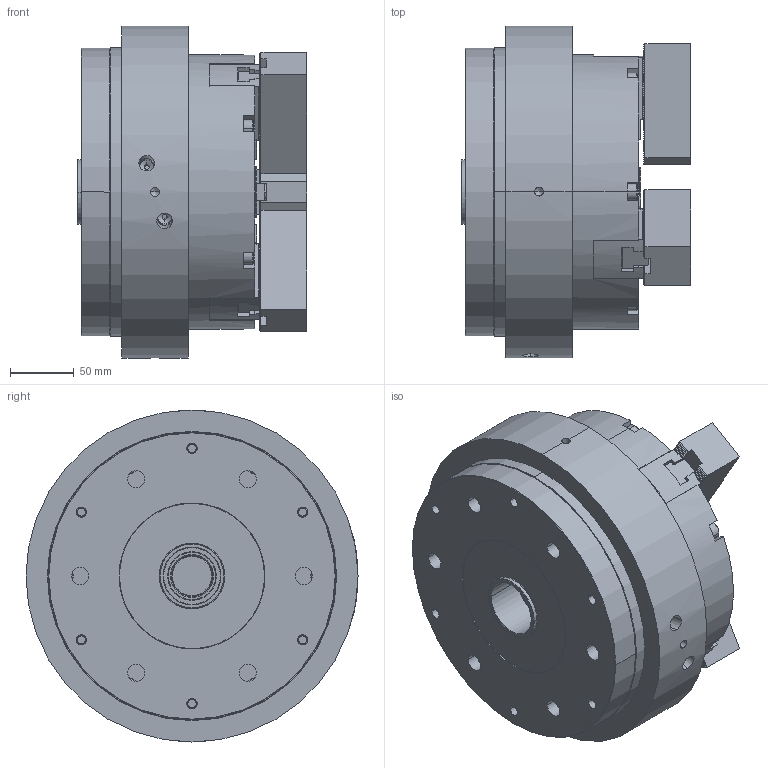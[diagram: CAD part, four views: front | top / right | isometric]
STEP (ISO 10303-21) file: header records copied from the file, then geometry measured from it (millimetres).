
FILE_DESCRIPTION (( 'STEP AP214' ), '1' );
FILE_NAME ('05-0577.STEP', '2024-08-19T22:42:57', ( '' ), ( '' ), 'SwSTEP 2.0', 'SolidWorks 2022', '' );
FILE_SCHEMA (( 'AUTOMOTIVE_DESIGN' ));
Length unit declared in the file: inch
Products named in the file (45): 05-0577_10; 05-0577_40; 05-0577_25; 05-0577_9; 05-0577_37; 05-0577_42; 05-0577_41; 05-0577_4; 05-0577_15; 05-0577_11; 05-0577_30; 05-0577_7; 05-0577_17; 05-0577_36; 05-0577; 05-0577_33; 05-0577_23; 05-0577_8; 05-0577_22; 05-0577_26; 05-0577_18; 05-0577_6; 05-0577_19; 05-0577_38; 05-0577_12; 05-0577_16; 05-0577_21; 05-0577_20; 05-0577_39; 05-0577_32; 05-0577_28; 05-0577_5; 05-0577_2; 05-0577_43; 05-0577_29; 05-0577_27; 05-0577_13; 05-0577_31; 05-0577_34; 05-0577_14 ...
Assembly tree (44 placements, depth 2):
  05-0577
    05-0577_4
    05-0577_34
    05-0577_37
    05-0577_40
    05-0577_15
    05-0577_26
    05-0577_27
    05-0577_32
    05-0577_28
    05-0577_9
    05-0577_24
    05-0577_23
    05-0577_8
    05-0577_38
    05-0577_20
    05-0577_3
    05-0577_25
    05-0577_10
    05-0577_44
    05-0577_42
    05-0577_41
    05-0577_5
    05-0577_36
    05-0577_21
    05-0577_11
    05-0577_19
    05-0577_17
    05-0577_14
    05-0577_43
    05-0577_6
    05-0577_13
    05-0577_30
    05-0577_2
    05-0577
    05-0577_33
    05-0577_29
    05-0577_7
    05-0577_16
    05-0577_39
    05-0577_22
    05-0577_18
    05-0577_35
    05-0577_31
    05-0577_12
Bounding box: 179.99 x 260 x 260 mm (x, y, z)
Volume: 6001051.8 mm3; surface area: 722319.9 mm2
Topology: 44 solids, 44 shells, 3794 faces, 10653 edges, 6956 vertices
Faces by surface type: plane 2381, cylinder 1097, cone 272, bspline 24, torus 20
Entity records: 174288 total; most frequent: CARTESIAN_POINT 27742, ORIENTED_EDGE 21130, DIRECTION 18402, EDGE_CURVE 10565, VECTOR 7680, LINE 7680, VERTEX_POINT 6956, AXIS2_PLACEMENT_3D 5361
